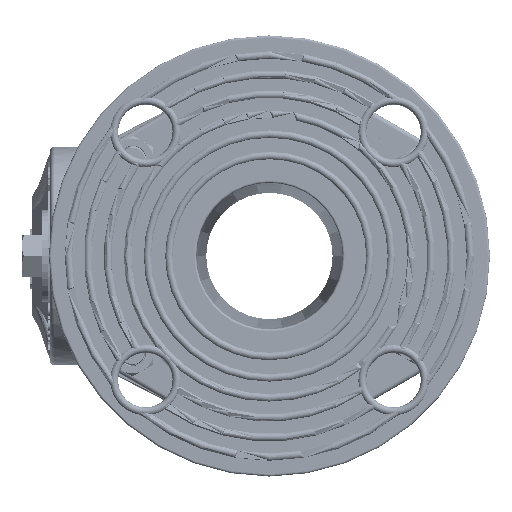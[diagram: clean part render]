
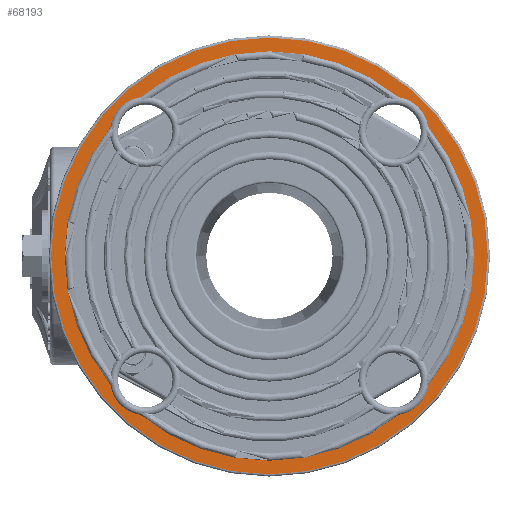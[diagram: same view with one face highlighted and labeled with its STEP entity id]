
A CAD part, left-side view. The second image highlights one B-rep face of the part: STEP entity #68193.
In plain terms, the highlighted face is planar.
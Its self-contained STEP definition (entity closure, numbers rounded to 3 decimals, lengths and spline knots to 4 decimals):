
#1497=PLANE('',#72961);
#4296=FACE_BOUND('',#26159,.T.);
#22083=FACE_OUTER_BOUND('',#26158,.T.);
#26158=EDGE_LOOP('',(#54408));
#26159=EDGE_LOOP('',(#54409,#54410,#54411,#54412,#54413,#54414,#54415,#54416));
#29376=CIRCLE('',#72958,2.955);
#29378=CIRCLE('',#72962,0.475);
#29379=CIRCLE('',#72963,2.77);
#29380=CIRCLE('',#72964,0.475);
#29381=CIRCLE('',#72965,2.77);
#29382=CIRCLE('',#72966,0.475);
#29383=CIRCLE('',#72967,2.77);
#29384=CIRCLE('',#72968,0.475);
#29385=CIRCLE('',#72969,2.77);
#32338=VERTEX_POINT('',#102726);
#32340=VERTEX_POINT('',#102732);
#32341=VERTEX_POINT('',#102733);
#32342=VERTEX_POINT('',#102735);
#32343=VERTEX_POINT('',#102737);
#32344=VERTEX_POINT('',#102739);
#32345=VERTEX_POINT('',#102741);
#32346=VERTEX_POINT('',#102743);
#32347=VERTEX_POINT('',#102745);
#40351=EDGE_CURVE('',#32338,#32338,#29376,.T.);
#40353=EDGE_CURVE('',#32340,#32341,#29378,.T.);
#40354=EDGE_CURVE('',#32341,#32342,#29379,.T.);
#40355=EDGE_CURVE('',#32342,#32343,#29380,.T.);
#40356=EDGE_CURVE('',#32343,#32344,#29381,.T.);
#40357=EDGE_CURVE('',#32344,#32345,#29382,.T.);
#40358=EDGE_CURVE('',#32345,#32346,#29383,.T.);
#40359=EDGE_CURVE('',#32346,#32347,#29384,.T.);
#40360=EDGE_CURVE('',#32347,#32340,#29385,.T.);
#54408=ORIENTED_EDGE('',*,*,#40351,.F.);
#54409=ORIENTED_EDGE('',*,*,#40353,.T.);
#54410=ORIENTED_EDGE('',*,*,#40354,.T.);
#54411=ORIENTED_EDGE('',*,*,#40355,.T.);
#54412=ORIENTED_EDGE('',*,*,#40356,.T.);
#54413=ORIENTED_EDGE('',*,*,#40357,.T.);
#54414=ORIENTED_EDGE('',*,*,#40358,.T.);
#54415=ORIENTED_EDGE('',*,*,#40359,.T.);
#54416=ORIENTED_EDGE('',*,*,#40360,.T.);
#68193=ADVANCED_FACE('',(#22083,#4296),#1497,.T.);
#72958=AXIS2_PLACEMENT_3D('',#102727,#82246,#82247);
#72961=AXIS2_PLACEMENT_3D('',#102731,#82252,#82253);
#72962=AXIS2_PLACEMENT_3D('',#102734,#82254,#82255);
#72963=AXIS2_PLACEMENT_3D('',#102736,#82256,#82257);
#72964=AXIS2_PLACEMENT_3D('',#102738,#82258,#82259);
#72965=AXIS2_PLACEMENT_3D('',#102740,#82260,#82261);
#72966=AXIS2_PLACEMENT_3D('',#102742,#82262,#82263);
#72967=AXIS2_PLACEMENT_3D('',#102744,#82264,#82265);
#72968=AXIS2_PLACEMENT_3D('',#102746,#82266,#82267);
#72969=AXIS2_PLACEMENT_3D('',#102747,#82268,#82269);
#82246=DIRECTION('center_axis',(-1.,0.,0.));
#82247=DIRECTION('ref_axis',(0.,-1.,0.));
#82252=DIRECTION('center_axis',(1.,0.,0.));
#82253=DIRECTION('ref_axis',(0.,0.,-1.));
#82254=DIRECTION('center_axis',(-1.,0.,0.));
#82255=DIRECTION('ref_axis',(0.,0.,1.));
#82256=DIRECTION('center_axis',(-1.,0.,0.));
#82257=DIRECTION('ref_axis',(0.,0.,-1.));
#82258=DIRECTION('center_axis',(-1.,0.,0.));
#82259=DIRECTION('ref_axis',(0.,0.,1.));
#82260=DIRECTION('center_axis',(-1.,0.,0.));
#82261=DIRECTION('ref_axis',(0.,0.,-1.));
#82262=DIRECTION('center_axis',(-1.,0.,0.));
#82263=DIRECTION('ref_axis',(0.,0.,1.));
#82264=DIRECTION('center_axis',(-1.,0.,0.));
#82265=DIRECTION('ref_axis',(0.,0.,-1.));
#82266=DIRECTION('center_axis',(-1.,0.,0.));
#82267=DIRECTION('ref_axis',(0.,0.,1.));
#82268=DIRECTION('center_axis',(-1.,0.,0.));
#82269=DIRECTION('ref_axis',(0.,0.,-1.));
#102726=CARTESIAN_POINT('',(3.525,2.955,0.));
#102727=CARTESIAN_POINT('Origin',(3.525,0.,0.));
#102731=CARTESIAN_POINT('Origin',(3.525,0.99,0.));
#102732=CARTESIAN_POINT('',(3.525,1.7478,2.149));
#102733=CARTESIAN_POINT('',(3.525,2.149,1.7478));
#102734=CARTESIAN_POINT('Origin',(3.525,1.679,1.679));
#102735=CARTESIAN_POINT('',(3.525,2.149,-1.7478));
#102736=CARTESIAN_POINT('Origin',(3.525,0.,0.));
#102737=CARTESIAN_POINT('',(3.525,1.7478,-2.149));
#102738=CARTESIAN_POINT('Origin',(3.525,1.679,-1.679));
#102739=CARTESIAN_POINT('',(3.525,-1.7478,-2.149));
#102740=CARTESIAN_POINT('Origin',(3.525,0.,0.));
#102741=CARTESIAN_POINT('',(3.525,-2.149,-1.7478));
#102742=CARTESIAN_POINT('Origin',(3.525,-1.679,-1.679));
#102743=CARTESIAN_POINT('',(3.525,-2.149,1.7478));
#102744=CARTESIAN_POINT('Origin',(3.525,0.,0.));
#102745=CARTESIAN_POINT('',(3.525,-1.7478,2.149));
#102746=CARTESIAN_POINT('Origin',(3.525,-1.679,1.679));
#102747=CARTESIAN_POINT('Origin',(3.525,0.,0.));
